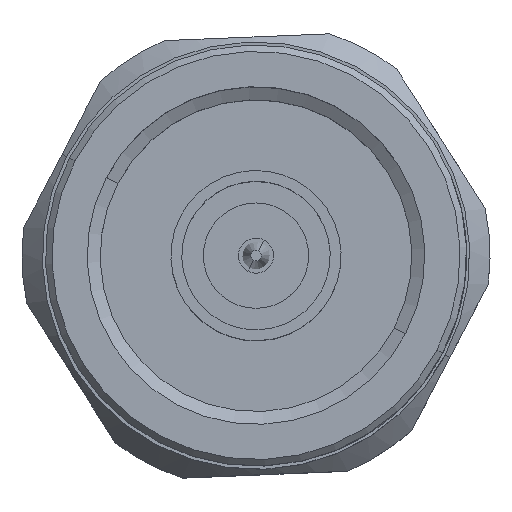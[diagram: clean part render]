
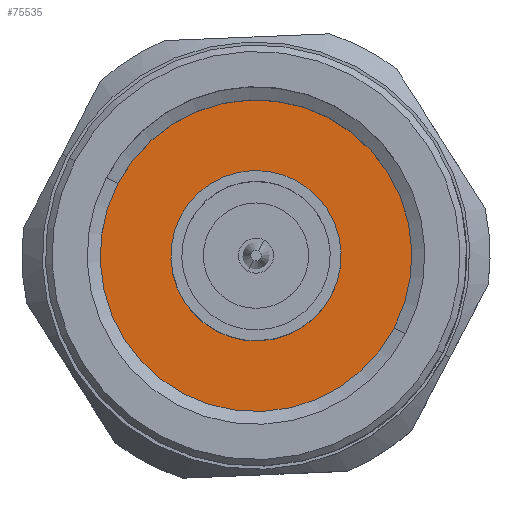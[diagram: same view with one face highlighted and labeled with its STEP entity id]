
A CAD part, top view. The second image highlights one B-rep face of the part: STEP entity #75535.
In plain terms, the highlighted face is planar.
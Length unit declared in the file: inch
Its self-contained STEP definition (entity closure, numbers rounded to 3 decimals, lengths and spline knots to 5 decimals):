
#231 = AXIS2_PLACEMENT_3D ( 'NONE', #33897, #28766, #35594 ) ;
#1560 = CIRCLE ( 'NONE', #231, 0.15748 ) ;
#1716 = EDGE_LOOP ( 'NONE', ( #27135, #51152 ) ) ;
#7244 = CIRCLE ( 'NONE', #40054, 0.34395 ) ;
#9132 = VERTEX_POINT ( 'NONE', #18108 ) ;
#12258 = FACE_BOUND ( 'NONE', #1716, .T. ) ;
#15029 = DIRECTION ( 'NONE',  ( -1., 0., 0. ) ) ;
#18108 = CARTESIAN_POINT ( 'NONE',  ( 0.41653, 0., -0.15748 ) ) ;
#21232 = FACE_OUTER_BOUND ( 'NONE', #33479, .T. ) ;
#25390 = EDGE_CURVE ( 'NONE', #9132, #46349, #1560, .T. ) ;
#25893 = DIRECTION ( 'NONE',  ( -1., 0., 0. ) ) ;
#26355 = VERTEX_POINT ( 'NONE', #44470 ) ;
#27135 = ORIENTED_EDGE ( 'NONE', *, *, #60152, .F. ) ;
#27211 = CARTESIAN_POINT ( 'NONE',  ( 0.41653, 0., 0. ) ) ;
#28766 = DIRECTION ( 'NONE',  ( -1., 0., 0. ) ) ;
#32181 = CIRCLE ( 'NONE', #37657, 0.34395 ) ;
#33479 = EDGE_LOOP ( 'NONE', ( #81017, #72616 ) ) ;
#33897 = CARTESIAN_POINT ( 'NONE',  ( 0.41653, 0., 0. ) ) ;
#34792 = CIRCLE ( 'NONE', #82687, 0.15748 ) ;
#35594 = DIRECTION ( 'NONE',  ( 0., 0., 1. ) ) ;
#37657 = AXIS2_PLACEMENT_3D ( 'NONE', #67328, #46794, #60907 ) ;
#39082 = VERTEX_POINT ( 'NONE', #80078 ) ;
#39454 = CARTESIAN_POINT ( 'NONE',  ( 0.41653, 0., 0.15748 ) ) ;
#40054 = AXIS2_PLACEMENT_3D ( 'NONE', #60407, #15029, #61258 ) ;
#44470 = CARTESIAN_POINT ( 'NONE',  ( 0.41653, 0., -0.34395 ) ) ;
#46349 = VERTEX_POINT ( 'NONE', #39454 ) ;
#46499 = DIRECTION ( 'NONE',  ( 0., 0., -1. ) ) ;
#46794 = DIRECTION ( 'NONE',  ( -1., 0., 0. ) ) ;
#51152 = ORIENTED_EDGE ( 'NONE', *, *, #25390, .F. ) ;
#59365 = DIRECTION ( 'NONE',  ( 1., 0., 0. ) ) ;
#60152 = EDGE_CURVE ( 'NONE', #46349, #9132, #34792, .T. ) ;
#60407 = CARTESIAN_POINT ( 'NONE',  ( 0.41653, 0., 0. ) ) ;
#60907 = DIRECTION ( 'NONE',  ( 0., 0., 1. ) ) ;
#61258 = DIRECTION ( 'NONE',  ( 0., 0., 1. ) ) ;
#63400 = EDGE_CURVE ( 'NONE', #26355, #39082, #32181, .T. ) ;
#66214 = PLANE ( 'NONE',  #74247 ) ;
#67328 = CARTESIAN_POINT ( 'NONE',  ( 0.41653, 0., 0. ) ) ;
#72575 = DIRECTION ( 'NONE',  ( 0., 0., 1. ) ) ;
#72616 = ORIENTED_EDGE ( 'NONE', *, *, #63400, .T. ) ;
#74247 = AXIS2_PLACEMENT_3D ( 'NONE', #27211, #59365, #46499 ) ;
#75535 = ADVANCED_FACE ( 'NONE', ( #12258, #21232 ), #66214, .F. ) ;
#75746 = EDGE_CURVE ( 'NONE', #39082, #26355, #7244, .T. ) ;
#77710 = CARTESIAN_POINT ( 'NONE',  ( 0.41653, 0., 0. ) ) ;
#80078 = CARTESIAN_POINT ( 'NONE',  ( 0.41653, 0., 0.34395 ) ) ;
#81017 = ORIENTED_EDGE ( 'NONE', *, *, #75746, .T. ) ;
#82687 = AXIS2_PLACEMENT_3D ( 'NONE', #77710, #25893, #72575 ) ;
